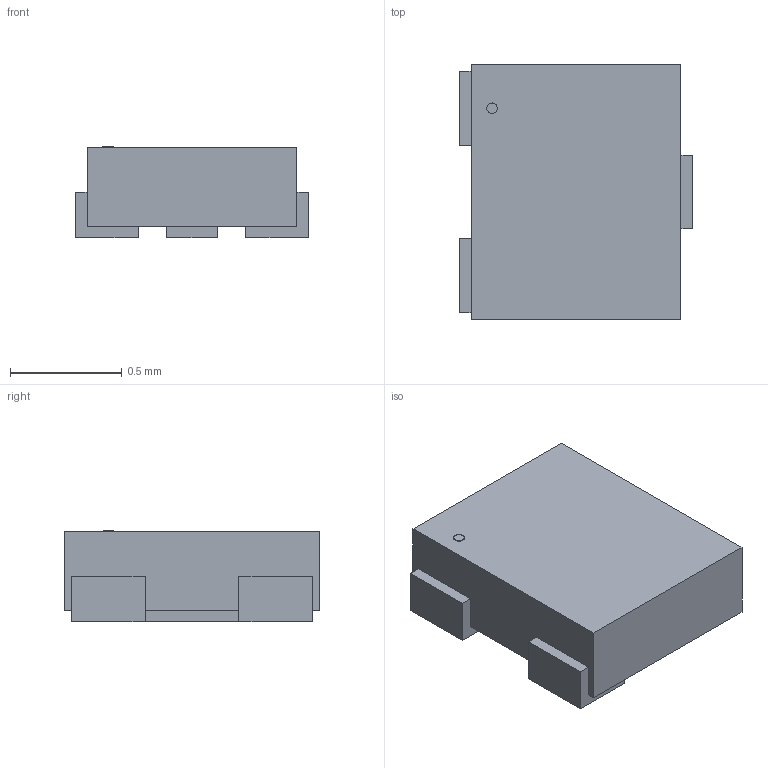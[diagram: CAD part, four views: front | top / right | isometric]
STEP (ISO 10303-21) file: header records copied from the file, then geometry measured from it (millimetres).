
FILE_DESCRIPTION(('STEP AP214'),'1');
FILE_NAME('DFN1010D-3_SOT1215_NEX','2025-06-25T12:58:56',(''),(''),'','','');
FILE_SCHEMA(('AUTOMOTIVE_DESIGN'));
Length unit declared in the file: millimetre
Products named in the file (1): product
Bounding box: 1.04 x 1.14 x 0.41 mm (x, y, z)
Volume: 0.4 mm3; surface area: 5.3 mm2
Topology: 6 solids, 6 shells, 39 faces, 81 edges, 54 vertices
Faces by surface type: plane 38, cylinder 1
Full cylindrical faces by diameter (mm): 0.047 x1
Entity records: 1135 total; most frequent: DIRECTION 164, ORIENTED_EDGE 160, CARTESIAN_POINT 97, EDGE_CURVE 80, LINE 78, VECTOR 78, VERTEX_POINT 54, AXIS2_PLACEMENT_3D 43
